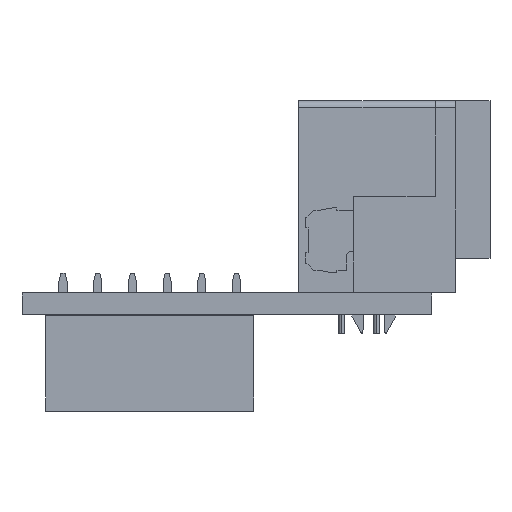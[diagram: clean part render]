
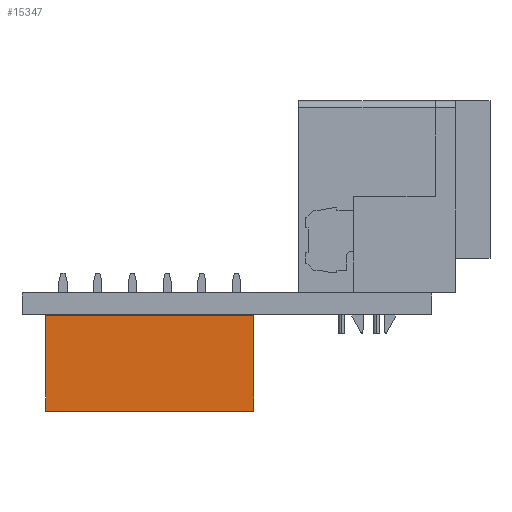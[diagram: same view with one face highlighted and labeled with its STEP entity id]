
A CAD part, left-side view. The second image highlights one B-rep face of the part: STEP entity #15347.
In plain terms, the highlighted face is planar.
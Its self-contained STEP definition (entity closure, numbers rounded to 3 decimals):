
#15347 = ADVANCED_FACE('',(#15348),#15362,.F.);
#15348 = FACE_BOUND('',#15349,.F.);
#15349 = EDGE_LOOP('',(#15350,#15385,#15413,#15441));
#15350 = ORIENTED_EDGE('',*,*,#15351,.T.);
#15351 = EDGE_CURVE('',#15352,#15354,#15356,.T.);
#15352 = VERTEX_POINT('',#15353);
#15353 = CARTESIAN_POINT('',(1.27,-13.97,0.));
#15354 = VERTEX_POINT('',#15355);
#15355 = CARTESIAN_POINT('',(1.27,-13.97,7.));
#15356 = SURFACE_CURVE('',#15357,(#15361,#15373),.PCURVE_S1.);
#15357 = LINE('',#15358,#15359);
#15358 = CARTESIAN_POINT('',(1.27,-13.97,0.));
#15359 = VECTOR('',#15360,1.);
#15360 = DIRECTION('',(0.,0.,1.));
#15361 = PCURVE('',#15362,#15367);
#15362 = PLANE('',#15363);
#15363 = AXIS2_PLACEMENT_3D('',#15364,#15365,#15366);
#15364 = CARTESIAN_POINT('',(1.27,-13.97,0.));
#15365 = DIRECTION('',(-1.,0.,0.));
#15366 = DIRECTION('',(0.,1.,0.));
#15367 = DEFINITIONAL_REPRESENTATION('',(#15368),#15372);
#15368 = LINE('',#15369,#15370);
#15369 = CARTESIAN_POINT('',(0.,0.));
#15370 = VECTOR('',#15371,1.);
#15371 = DIRECTION('',(0.,-1.));
#15372 = ( GEOMETRIC_REPRESENTATION_CONTEXT(2) 
PARAMETRIC_REPRESENTATION_CONTEXT() REPRESENTATION_CONTEXT('2D SPACE',''
  ) );
#15373 = PCURVE('',#15374,#15379);
#15374 = PLANE('',#15375);
#15375 = AXIS2_PLACEMENT_3D('',#15376,#15377,#15378);
#15376 = CARTESIAN_POINT('',(-1.27,-13.97,0.));
#15377 = DIRECTION('',(0.,1.,0.));
#15378 = DIRECTION('',(1.,0.,0.));
#15379 = DEFINITIONAL_REPRESENTATION('',(#15380),#15384);
#15380 = LINE('',#15381,#15382);
#15381 = CARTESIAN_POINT('',(2.54,0.));
#15382 = VECTOR('',#15383,1.);
#15383 = DIRECTION('',(0.,-1.));
#15384 = ( GEOMETRIC_REPRESENTATION_CONTEXT(2) 
PARAMETRIC_REPRESENTATION_CONTEXT() REPRESENTATION_CONTEXT('2D SPACE',''
  ) );
#15385 = ORIENTED_EDGE('',*,*,#15386,.T.);
#15386 = EDGE_CURVE('',#15354,#15387,#15389,.T.);
#15387 = VERTEX_POINT('',#15388);
#15388 = CARTESIAN_POINT('',(1.27,1.27,7.));
#15389 = SURFACE_CURVE('',#15390,(#15394,#15401),.PCURVE_S1.);
#15390 = LINE('',#15391,#15392);
#15391 = CARTESIAN_POINT('',(1.27,-13.97,7.));
#15392 = VECTOR('',#15393,1.);
#15393 = DIRECTION('',(0.,1.,0.));
#15394 = PCURVE('',#15362,#15395);
#15395 = DEFINITIONAL_REPRESENTATION('',(#15396),#15400);
#15396 = LINE('',#15397,#15398);
#15397 = CARTESIAN_POINT('',(0.,-7.));
#15398 = VECTOR('',#15399,1.);
#15399 = DIRECTION('',(1.,0.));
#15400 = ( GEOMETRIC_REPRESENTATION_CONTEXT(2) 
PARAMETRIC_REPRESENTATION_CONTEXT() REPRESENTATION_CONTEXT('2D SPACE',''
  ) );
#15401 = PCURVE('',#15402,#15407);
#15402 = PLANE('',#15403);
#15403 = AXIS2_PLACEMENT_3D('',#15404,#15405,#15406);
#15404 = CARTESIAN_POINT('',(1.27,-13.97,7.));
#15405 = DIRECTION('',(0.,0.,-1.));
#15406 = DIRECTION('',(0.,-1.,0.));
#15407 = DEFINITIONAL_REPRESENTATION('',(#15408),#15412);
#15408 = LINE('',#15409,#15410);
#15409 = CARTESIAN_POINT('',(0.,0.));
#15410 = VECTOR('',#15411,1.);
#15411 = DIRECTION('',(-1.,0.));
#15412 = ( GEOMETRIC_REPRESENTATION_CONTEXT(2) 
PARAMETRIC_REPRESENTATION_CONTEXT() REPRESENTATION_CONTEXT('2D SPACE',''
  ) );
#15413 = ORIENTED_EDGE('',*,*,#15414,.F.);
#15414 = EDGE_CURVE('',#15415,#15387,#15417,.T.);
#15415 = VERTEX_POINT('',#15416);
#15416 = CARTESIAN_POINT('',(1.27,1.27,0.));
#15417 = SURFACE_CURVE('',#15418,(#15422,#15429),.PCURVE_S1.);
#15418 = LINE('',#15419,#15420);
#15419 = CARTESIAN_POINT('',(1.27,1.27,0.));
#15420 = VECTOR('',#15421,1.);
#15421 = DIRECTION('',(0.,0.,1.));
#15422 = PCURVE('',#15362,#15423);
#15423 = DEFINITIONAL_REPRESENTATION('',(#15424),#15428);
#15424 = LINE('',#15425,#15426);
#15425 = CARTESIAN_POINT('',(15.24,0.));
#15426 = VECTOR('',#15427,1.);
#15427 = DIRECTION('',(0.,-1.));
#15428 = ( GEOMETRIC_REPRESENTATION_CONTEXT(2) 
PARAMETRIC_REPRESENTATION_CONTEXT() REPRESENTATION_CONTEXT('2D SPACE',''
  ) );
#15429 = PCURVE('',#15430,#15435);
#15430 = PLANE('',#15431);
#15431 = AXIS2_PLACEMENT_3D('',#15432,#15433,#15434);
#15432 = CARTESIAN_POINT('',(1.27,1.27,0.));
#15433 = DIRECTION('',(0.,-1.,0.));
#15434 = DIRECTION('',(-1.,0.,0.));
#15435 = DEFINITIONAL_REPRESENTATION('',(#15436),#15440);
#15436 = LINE('',#15437,#15438);
#15437 = CARTESIAN_POINT('',(0.,0.));
#15438 = VECTOR('',#15439,1.);
#15439 = DIRECTION('',(0.,-1.));
#15440 = ( GEOMETRIC_REPRESENTATION_CONTEXT(2) 
PARAMETRIC_REPRESENTATION_CONTEXT() REPRESENTATION_CONTEXT('2D SPACE',''
  ) );
#15441 = ORIENTED_EDGE('',*,*,#15442,.F.);
#15442 = EDGE_CURVE('',#15352,#15415,#15443,.T.);
#15443 = SURFACE_CURVE('',#15444,(#15448,#15455),.PCURVE_S1.);
#15444 = LINE('',#15445,#15446);
#15445 = CARTESIAN_POINT('',(1.27,-13.97,0.));
#15446 = VECTOR('',#15447,1.);
#15447 = DIRECTION('',(0.,1.,0.));
#15448 = PCURVE('',#15362,#15449);
#15449 = DEFINITIONAL_REPRESENTATION('',(#15450),#15454);
#15450 = LINE('',#15451,#15452);
#15451 = CARTESIAN_POINT('',(0.,0.));
#15452 = VECTOR('',#15453,1.);
#15453 = DIRECTION('',(1.,0.));
#15454 = ( GEOMETRIC_REPRESENTATION_CONTEXT(2) 
PARAMETRIC_REPRESENTATION_CONTEXT() REPRESENTATION_CONTEXT('2D SPACE',''
  ) );
#15455 = PCURVE('',#15456,#15461);
#15456 = PLANE('',#15457);
#15457 = AXIS2_PLACEMENT_3D('',#15458,#15459,#15460);
#15458 = CARTESIAN_POINT('',(1.27,-13.97,0.));
#15459 = DIRECTION('',(0.,0.,-1.));
#15460 = DIRECTION('',(0.,-1.,0.));
#15461 = DEFINITIONAL_REPRESENTATION('',(#15462),#15466);
#15462 = LINE('',#15463,#15464);
#15463 = CARTESIAN_POINT('',(0.,0.));
#15464 = VECTOR('',#15465,1.);
#15465 = DIRECTION('',(-1.,0.));
#15466 = ( GEOMETRIC_REPRESENTATION_CONTEXT(2) 
PARAMETRIC_REPRESENTATION_CONTEXT() REPRESENTATION_CONTEXT('2D SPACE',''
  ) );
